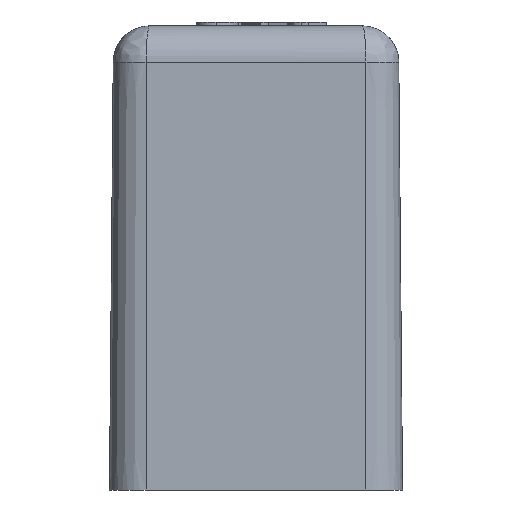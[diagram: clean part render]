
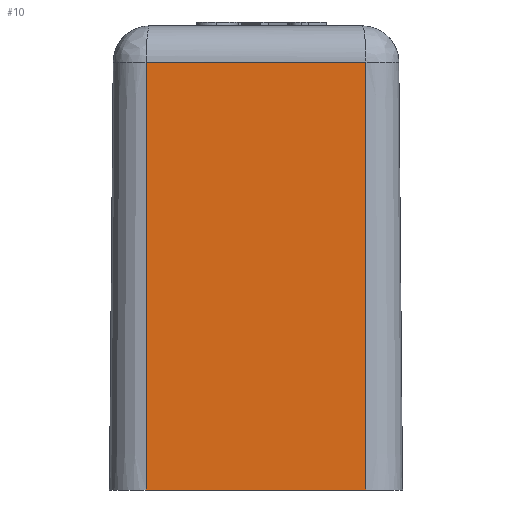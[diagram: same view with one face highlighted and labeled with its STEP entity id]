
A CAD part, left-side view. The second image highlights one B-rep face of the part: STEP entity #10.
In plain terms, the highlighted planar face has unit normal (-1, 0, 0.009).
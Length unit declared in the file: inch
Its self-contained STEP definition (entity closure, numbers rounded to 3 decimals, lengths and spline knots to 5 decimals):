
#10 = ADVANCED_FACE ( 'NONE', ( #3738 ), #1628, .T. ) ;
#92 = VECTOR ( 'NONE', #4477, 39.37008 ) ;
#122 = VECTOR ( 'NONE', #876, 39.37008 ) ;
#309 = CARTESIAN_POINT ( 'NONE',  ( -0.9809, 0.5625, 2.18914 ) ) ;
#496 = DIRECTION ( 'NONE',  ( 0.009, 0., 1. ) ) ;
#876 = DIRECTION ( 'NONE',  ( 0., 1., 0. ) ) ;
#1127 = CARTESIAN_POINT ( 'NONE',  ( -0.9809, -0.5625, 2.18914 ) ) ;
#1546 = CARTESIAN_POINT ( 'NONE',  ( -0.9809, 0.5625, 2.18914 ) ) ;
#1585 = LINE ( 'NONE', #6544, #92 ) ;
#1614 = LINE ( 'NONE', #309, #122 ) ;
#1628 = PLANE ( 'NONE',  #2647 ) ;
#1713 = EDGE_CURVE ( 'NONE', #6437, #3440, #3156, .T. ) ;
#1832 = CARTESIAN_POINT ( 'NONE',  ( -1., -0.5625, 0. ) ) ;
#1897 = EDGE_CURVE ( 'NONE', #5197, #6528, #6189, .T. ) ;
#2158 = EDGE_CURVE ( 'NONE', #6437, #5197, #1614, .T. ) ;
#2348 = ORIENTED_EDGE ( 'NONE', *, *, #2158, .T. ) ;
#2647 = AXIS2_PLACEMENT_3D ( 'NONE', #5814, #3741, #496 ) ;
#2946 = EDGE_LOOP ( 'NONE', ( #5770, #2348, #6182, #5867 ) ) ;
#3156 = LINE ( 'NONE', #3659, #4395 ) ;
#3384 = CARTESIAN_POINT ( 'NONE',  ( -1., 0.5625, 0. ) ) ;
#3388 = VECTOR ( 'NONE', #6029, 39.37008 ) ;
#3440 = VERTEX_POINT ( 'NONE', #1832 ) ;
#3659 = CARTESIAN_POINT ( 'NONE',  ( -1., -0.5625, 0. ) ) ;
#3738 = FACE_OUTER_BOUND ( 'NONE', #2946, .T. ) ;
#3741 = DIRECTION ( 'NONE',  ( -1., 0., 0.009 ) ) ;
#4395 = VECTOR ( 'NONE', #6291, 39.37008 ) ;
#4477 = DIRECTION ( 'NONE',  ( 0., -1., 0. ) ) ;
#4971 = CARTESIAN_POINT ( 'NONE',  ( -1., 0.5625, 0. ) ) ;
#5197 = VERTEX_POINT ( 'NONE', #1546 ) ;
#5770 = ORIENTED_EDGE ( 'NONE', *, *, #1713, .F. ) ;
#5814 = CARTESIAN_POINT ( 'NONE',  ( -1., 0.5625, 0. ) ) ;
#5867 = ORIENTED_EDGE ( 'NONE', *, *, #6575, .T. ) ;
#6029 = DIRECTION ( 'NONE',  ( -0.009, 0., -1. ) ) ;
#6182 = ORIENTED_EDGE ( 'NONE', *, *, #1897, .T. ) ;
#6189 = LINE ( 'NONE', #3384, #3388 ) ;
#6291 = DIRECTION ( 'NONE',  ( -0.009, 0., -1. ) ) ;
#6437 = VERTEX_POINT ( 'NONE', #1127 ) ;
#6528 = VERTEX_POINT ( 'NONE', #4971 ) ;
#6544 = CARTESIAN_POINT ( 'NONE',  ( -1., 0.5625, 0. ) ) ;
#6575 = EDGE_CURVE ( 'NONE', #6528, #3440, #1585, .T. ) ;
